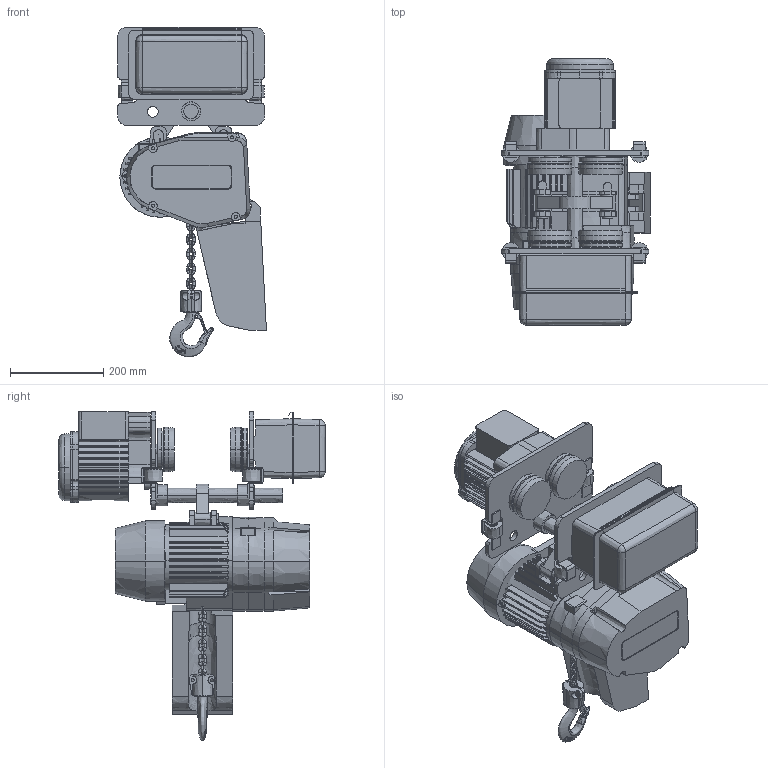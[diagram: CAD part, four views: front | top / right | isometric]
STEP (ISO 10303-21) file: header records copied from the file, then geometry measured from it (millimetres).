
FILE_DESCRIPTION(('STEP AP214'),'1');
FILE_NAME('KITO EQ Kattingtelfer 500-1 med elakvagn.stp','2013-10-07T15:21:47',(' '),(' '),'Spatial InterOp 3D',' ',' ');
FILE_SCHEMA(('automotive_design'));
Length unit declared in the file: millimetre
Products named in the file (29): Assembly1; Part1; Part2; Part3; Part4; Part5; Part6; Assembly2; KITO EQ Kattingtelfer 500-1 med elakvagn
Assembly tree (37 placements, depth 6):
  KITO EQ Kattingtelfer 500-1 med elakvagn
    Assembly1
      Part1
      Part2
      Part3
      Part4
      Part5
      Part6
      Assembly1
        Part1  x2
        Assembly1
          Assembly1
            Part1  x2
          Assembly2
            Part1
            Part2
        Assembly2
          Part1  x8
    Assembly2
      Assembly1
        Part1
        Part2
        Part3
        Part4
        Part5
      Assembly2
        Part1
        Part2
        Part3
Bounding box: 318.93 x 570.5 x 705.51 mm (x, y, z)
Volume: 29329337.4 mm3; surface area: 2074502.6 mm2
Topology: 28 solids, 30 shells, 1667 faces, 4482 edges, 2898 vertices
Faces by surface type: bspline 1667
Entity records: 86590 total; most frequent: CARTESIAN_POINT 39153, ORIENTED_EDGE 8388, DIRECTION 5264, EDGE_CURVE 4194, VERTEX_POINT 2734, LINE 2474, VECTOR 2474, EDGE_LOOP 1690
